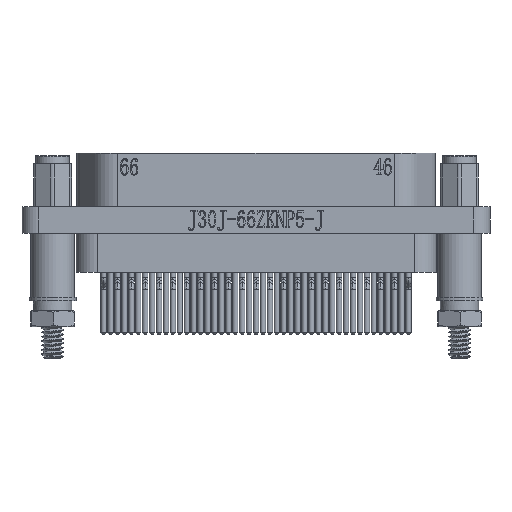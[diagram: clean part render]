
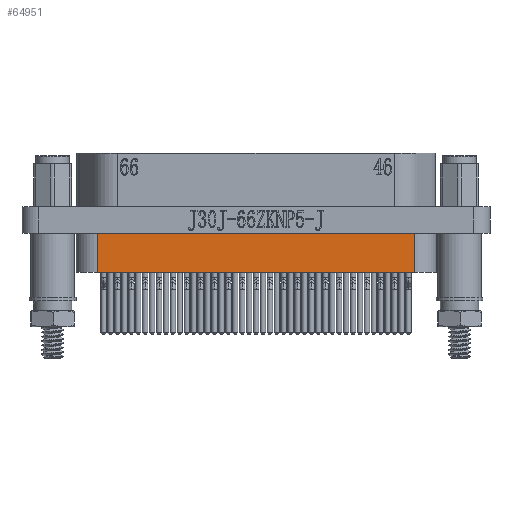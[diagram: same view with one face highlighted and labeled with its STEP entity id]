
A CAD part, front view. The second image highlights one B-rep face of the part: STEP entity #64951.
In plain terms, the highlighted planar face has unit normal (0, -1, 0).
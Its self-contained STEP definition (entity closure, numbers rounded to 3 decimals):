
#897 = VECTOR ( 'NONE', #90675, 1000. ) ;
#1883 = DIRECTION ( 'NONE',  ( -1., 0., 0. ) ) ;
#5386 = VECTOR ( 'NONE', #77698, 1000. ) ;
#8657 = CARTESIAN_POINT ( 'NONE',  ( 14.5, -3.95, -6. ) ) ;
#9538 = ORIENTED_EDGE ( 'NONE', *, *, #41850, .T. ) ;
#15237 = LINE ( 'NONE', #29532, #73754 ) ;
#18693 = VERTEX_POINT ( 'NONE', #86262 ) ;
#22228 = PLANE ( 'NONE',  #46870 ) ;
#22532 = CARTESIAN_POINT ( 'NONE',  ( 14.5, -3.95, -6. ) ) ;
#29532 = CARTESIAN_POINT ( 'NONE',  ( 14.5, -3.95, -2.4 ) ) ;
#41850 = EDGE_CURVE ( 'NONE', #18693, #90464, #15237, .T. ) ;
#46029 = CARTESIAN_POINT ( 'NONE',  ( 14.5, -3.95, -6. ) ) ;
#46870 = AXIS2_PLACEMENT_3D ( 'NONE', #46029, #66705, #67617 ) ;
#48423 = CARTESIAN_POINT ( 'NONE',  ( -14.5, -3.95, -2.4 ) ) ;
#49554 = CARTESIAN_POINT ( 'NONE',  ( 14.5, -3.95, -6. ) ) ;
#49721 = VERTEX_POINT ( 'NONE', #49554 ) ;
#56517 = LINE ( 'NONE', #63844, #5386 ) ;
#56549 = EDGE_LOOP ( 'NONE', ( #9538, #71598, #65504, #69794 ) ) ;
#57547 = DIRECTION ( 'NONE',  ( -1., 0., 0. ) ) ;
#59878 = EDGE_CURVE ( 'NONE', #49721, #18693, #71732, .T. ) ;
#61788 = CARTESIAN_POINT ( 'NONE',  ( -14.5, -3.95, -6. ) ) ;
#62664 = VERTEX_POINT ( 'NONE', #61788 ) ;
#63844 = CARTESIAN_POINT ( 'NONE',  ( -14.5, -3.95, -6. ) ) ;
#64951 = ADVANCED_FACE ( 'NONE', ( #78870 ), #22228, .F. ) ;
#65504 = ORIENTED_EDGE ( 'NONE', *, *, #83466, .F. ) ;
#66705 = DIRECTION ( 'NONE',  ( 0., 1., 0. ) ) ;
#67617 = DIRECTION ( 'NONE',  ( 0., 0., 1. ) ) ;
#69794 = ORIENTED_EDGE ( 'NONE', *, *, #59878, .T. ) ;
#71598 = ORIENTED_EDGE ( 'NONE', *, *, #82456, .F. ) ;
#71732 = LINE ( 'NONE', #8657, #897 ) ;
#73754 = VECTOR ( 'NONE', #1883, 1000. ) ;
#77698 = DIRECTION ( 'NONE',  ( 0., 0., 1. ) ) ;
#77842 = LINE ( 'NONE', #22532, #80517 ) ;
#78870 = FACE_OUTER_BOUND ( 'NONE', #56549, .T. ) ;
#80517 = VECTOR ( 'NONE', #57547, 1000. ) ;
#82456 = EDGE_CURVE ( 'NONE', #62664, #90464, #56517, .T. ) ;
#83466 = EDGE_CURVE ( 'NONE', #49721, #62664, #77842, .T. ) ;
#86262 = CARTESIAN_POINT ( 'NONE',  ( 14.5, -3.95, -2.4 ) ) ;
#90464 = VERTEX_POINT ( 'NONE', #48423 ) ;
#90675 = DIRECTION ( 'NONE',  ( 0., 0., 1. ) ) ;
